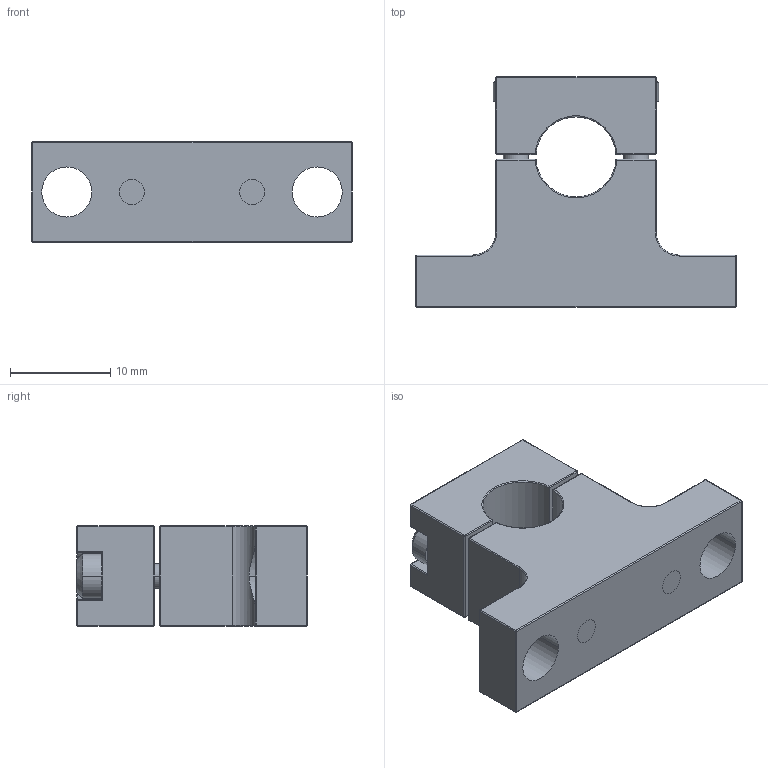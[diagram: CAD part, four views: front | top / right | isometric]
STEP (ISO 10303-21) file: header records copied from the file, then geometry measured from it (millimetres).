
FILE_DESCRIPTION (( 'STEP AP203' ), '1' );
FILE_NAME ('1865K116.STEP', '2020-02-20T19:36:05', ( '' ), ( '' ), 'SwSTEP 2.0', 'SolidWorks 2017', '' );
FILE_SCHEMA (( 'CONFIG_CONTROL_DESIGN' ));
Length unit declared in the file: millimetre
Products named in the file (1): 1865K116
Bounding box: 32 x 23 x 10 mm (x, y, z)
Volume: 3753.2 mm3; surface area: 3137.7 mm2
Topology: 4 solids, 4 shells, 175 faces, 417 edges, 230 vertices
Faces by surface type: cylinder 88, plane 48, sphere 24, torus 11, cone 4
Entity records: 5079 total; most frequent: CARTESIAN_POINT 1028, DIRECTION 896, ORIENTED_EDGE 786, EDGE_CURVE 393, AXIS2_PLACEMENT_3D 350, VERTEX_POINT 230, LINE 196, VECTOR 196
